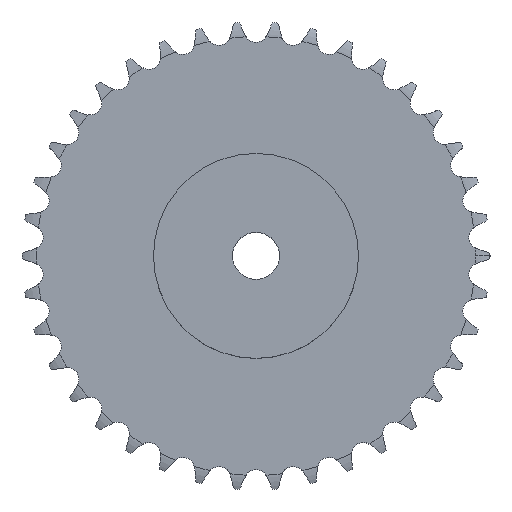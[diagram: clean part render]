
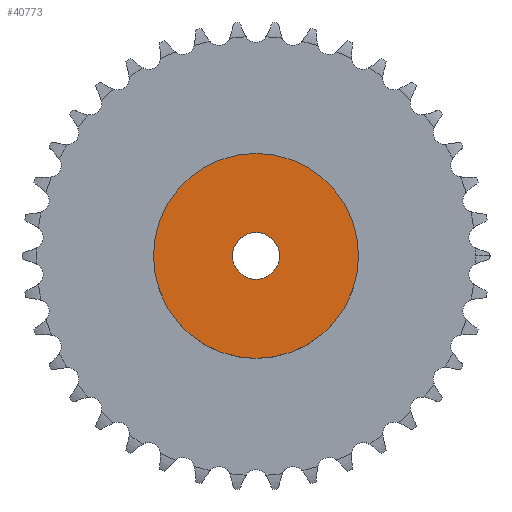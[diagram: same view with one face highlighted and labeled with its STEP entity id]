
A CAD part, top view. The second image highlights one B-rep face of the part: STEP entity #40773.
In plain terms, the highlighted planar face has unit normal (0, 0, 1).
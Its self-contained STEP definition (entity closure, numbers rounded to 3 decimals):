
#6874 = CYLINDRICAL_SURFACE('',#6875,35.);
#6875 = AXIS2_PLACEMENT_3D('',#6876,#6877,#6878);
#6876 = CARTESIAN_POINT('',(0.,0.,0.));
#6877 = DIRECTION('',(-0.,-0.,-1.));
#6878 = DIRECTION('',(1.,0.,0.));
#30476 = VERTEX_POINT('',#30477);
#30477 = CARTESIAN_POINT('',(35.,0.,25.));
#30498 = EDGE_CURVE('',#30476,#30476,#30499,.T.);
#30499 = SURFACE_CURVE('',#30500,(#30505,#30512),.PCURVE_S1.);
#30500 = CIRCLE('',#30501,35.);
#30501 = AXIS2_PLACEMENT_3D('',#30502,#30503,#30504);
#30502 = CARTESIAN_POINT('',(0.,0.,25.));
#30503 = DIRECTION('',(0.,0.,1.));
#30504 = DIRECTION('',(1.,0.,0.));
#30505 = PCURVE('',#6874,#30506);
#30506 = DEFINITIONAL_REPRESENTATION('',(#30507),#30511);
#30507 = LINE('',#30508,#30509);
#30508 = CARTESIAN_POINT('',(-0.,-25.));
#30509 = VECTOR('',#30510,1.);
#30510 = DIRECTION('',(-1.,0.));
#30511 = ( GEOMETRIC_REPRESENTATION_CONTEXT(2) 
PARAMETRIC_REPRESENTATION_CONTEXT() REPRESENTATION_CONTEXT('2D SPACE',''
  ) );
#30512 = PCURVE('',#30513,#30518);
#30513 = PLANE('',#30514);
#30514 = AXIS2_PLACEMENT_3D('',#30515,#30516,#30517);
#30515 = CARTESIAN_POINT('',(0.,0.,25.)
  );
#30516 = DIRECTION('',(0.,0.,1.));
#30517 = DIRECTION('',(1.,0.,0.));
#30518 = DEFINITIONAL_REPRESENTATION('',(#30519),#30523);
#30519 = CIRCLE('',#30520,35.);
#30520 = AXIS2_PLACEMENT_2D('',#30521,#30522);
#30521 = CARTESIAN_POINT('',(0.,0.));
#30522 = DIRECTION('',(1.,0.));
#30523 = ( GEOMETRIC_REPRESENTATION_CONTEXT(2) 
PARAMETRIC_REPRESENTATION_CONTEXT() REPRESENTATION_CONTEXT('2D SPACE',''
  ) );
#36480 = CYLINDRICAL_SURFACE('',#36481,8.);
#36481 = AXIS2_PLACEMENT_3D('',#36482,#36483,#36484);
#36482 = CARTESIAN_POINT('',(0.,0.,241.764));
#36483 = DIRECTION('',(0.,0.,1.));
#36484 = DIRECTION('',(1.,0.,0.));
#40773 = ADVANCED_FACE('',(#40774,#40777),#30513,.T.);
#40774 = FACE_BOUND('',#40775,.T.);
#40775 = EDGE_LOOP('',(#40776));
#40776 = ORIENTED_EDGE('',*,*,#30498,.T.);
#40777 = FACE_BOUND('',#40778,.T.);
#40778 = EDGE_LOOP('',(#40779));
#40779 = ORIENTED_EDGE('',*,*,#40780,.F.);
#40780 = EDGE_CURVE('',#40781,#40781,#40783,.T.);
#40781 = VERTEX_POINT('',#40782);
#40782 = CARTESIAN_POINT('',(8.,0.,25.));
#40783 = SURFACE_CURVE('',#40784,(#40789,#40796),.PCURVE_S1.);
#40784 = CIRCLE('',#40785,8.);
#40785 = AXIS2_PLACEMENT_3D('',#40786,#40787,#40788);
#40786 = CARTESIAN_POINT('',(0.,0.,25.));
#40787 = DIRECTION('',(0.,0.,1.));
#40788 = DIRECTION('',(1.,0.,0.));
#40789 = PCURVE('',#30513,#40790);
#40790 = DEFINITIONAL_REPRESENTATION('',(#40791),#40795);
#40791 = CIRCLE('',#40792,8.);
#40792 = AXIS2_PLACEMENT_2D('',#40793,#40794);
#40793 = CARTESIAN_POINT('',(0.,0.));
#40794 = DIRECTION('',(1.,0.));
#40795 = ( GEOMETRIC_REPRESENTATION_CONTEXT(2) 
PARAMETRIC_REPRESENTATION_CONTEXT() REPRESENTATION_CONTEXT('2D SPACE',''
  ) );
#40796 = PCURVE('',#36480,#40797);
#40797 = DEFINITIONAL_REPRESENTATION('',(#40798),#40802);
#40798 = LINE('',#40799,#40800);
#40799 = CARTESIAN_POINT('',(0.,-216.764));
#40800 = VECTOR('',#40801,1.);
#40801 = DIRECTION('',(1.,0.));
#40802 = ( GEOMETRIC_REPRESENTATION_CONTEXT(2) 
PARAMETRIC_REPRESENTATION_CONTEXT() REPRESENTATION_CONTEXT('2D SPACE',''
  ) );
